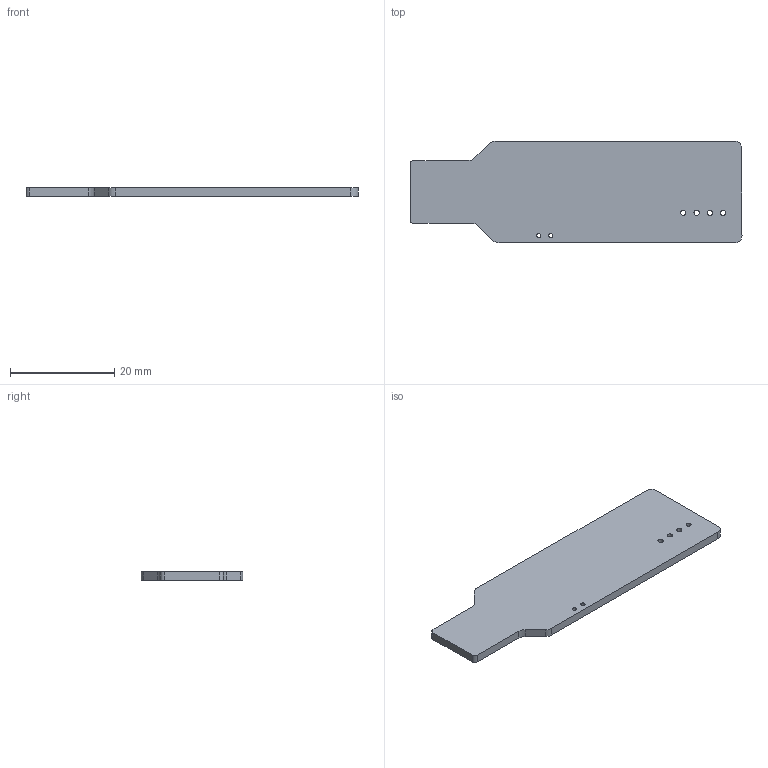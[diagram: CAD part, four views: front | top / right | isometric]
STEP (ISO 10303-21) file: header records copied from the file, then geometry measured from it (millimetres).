
FILE_DESCRIPTION(('KiCad electronic assembly'),'2;1');
FILE_NAME('pro-micro-receiver.step','2022-12-29T01:43:06',('Pcbnew'),( 'Kicad'),'Open CASCADE STEP processor 7.5','KiCad to STEP converter' ,'Unknown');
FILE_SCHEMA(('AUTOMOTIVE_DESIGN { 1 0 10303 214 1 1 1 1 }'));
Length unit declared in the file: millimetre
Products named in the file (2): pro-micro-receiver 1; pro-micro-receiver PCB
Assembly tree (1 placements, depth 2):
  pro-micro-receiver 1
    pro-micro-receiver PCB
Bounding box: 63.65 x 19.5 x 1.61 mm (x, y, z)
Volume: 1815.5 mm3; surface area: 2545.5 mm2
Topology: 1 solids, 1 shells, 24 faces, 66 edges, 44 vertices
Faces by surface type: cylinder 14, plane 10
Full cylindrical faces by diameter (mm): 0.8 x2, 1 x4
Entity records: 1791 total; most frequent: CARTESIAN_POINT 436, DIRECTION 250, LINE 142, VECTOR 142, ORIENTED_EDGE 132, PCURVE 132, DEFINITIONAL_REPRESENTATION 132, EDGE_CURVE 66
